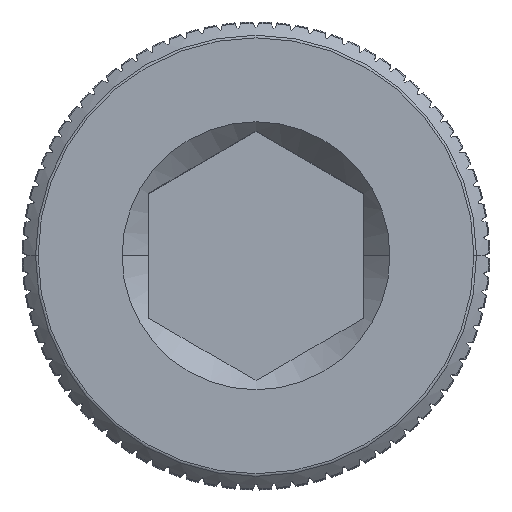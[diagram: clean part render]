
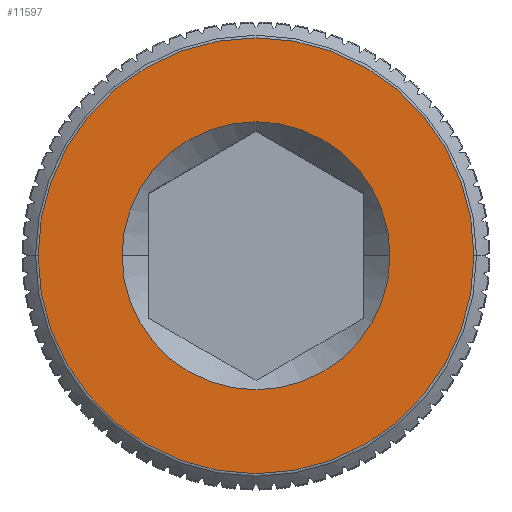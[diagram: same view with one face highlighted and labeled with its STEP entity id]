
A CAD part, top view. The second image highlights one B-rep face of the part: STEP entity #11597.
In plain terms, the highlighted planar face has unit normal (0, 0, 1).
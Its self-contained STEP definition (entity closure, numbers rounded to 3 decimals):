
#1096 = AXIS2_PLACEMENT_3D ( 'NONE', #1750, #24314, #12942 ) ;
#1750 = CARTESIAN_POINT ( 'NONE',  ( 0., 0., 24. ) ) ;
#1766 = CARTESIAN_POINT ( 'NONE',  ( -6.059, 0., 24. ) ) ;
#1939 = DIRECTION ( 'NONE',  ( 1., 0., 0. ) ) ;
#2526 = DIRECTION ( 'NONE',  ( 0., 0., -1. ) ) ;
#2677 = EDGE_CURVE ( 'NONE', #28260, #13848, #28728, .T. ) ;
#2730 = DIRECTION ( 'NONE',  ( -1., 0., 0. ) ) ;
#3380 = CARTESIAN_POINT ( 'NONE',  ( -3.724, 0., 24. ) ) ;
#3996 = FACE_BOUND ( 'NONE', #9612, .T. ) ;
#5173 = DIRECTION ( 'NONE',  ( 1., 0., 0. ) ) ;
#5254 = ORIENTED_EDGE ( 'NONE', *, *, #22101, .F. ) ;
#7418 = CARTESIAN_POINT ( 'NONE',  ( 0., 0., 24. ) ) ;
#7553 = AXIS2_PLACEMENT_3D ( 'NONE', #26720, #15137, #24529 ) ;
#7576 = FACE_OUTER_BOUND ( 'NONE', #13796, .T. ) ;
#8437 = DIRECTION ( 'NONE',  ( 0., 0., 1. ) ) ;
#9455 = CARTESIAN_POINT ( 'NONE',  ( 0., 0., 24. ) ) ;
#9511 = ORIENTED_EDGE ( 'NONE', *, *, #21047, .F. ) ;
#9612 = EDGE_LOOP ( 'NONE', ( #9511, #29590 ) ) ;
#9900 = ORIENTED_EDGE ( 'NONE', *, *, #2677, .F. ) ;
#10354 = PLANE ( 'NONE',  #18801 ) ;
#11597 = ADVANCED_FACE ( 'NONE', ( #3996, #7576 ), #10354, .T. ) ;
#11926 = VERTEX_POINT ( 'NONE', #24342 ) ;
#12942 = DIRECTION ( 'NONE',  ( 1., 0., 0. ) ) ;
#13645 = VERTEX_POINT ( 'NONE', #3380 ) ;
#13796 = EDGE_LOOP ( 'NONE', ( #9900, #5254 ) ) ;
#13848 = VERTEX_POINT ( 'NONE', #15638 ) ;
#14333 = AXIS2_PLACEMENT_3D ( 'NONE', #7418, #2526, #2730 ) ;
#15137 = DIRECTION ( 'NONE',  ( 0., 0., -1. ) ) ;
#15638 = CARTESIAN_POINT ( 'NONE',  ( 6.059, 0., 24. ) ) ;
#18801 = AXIS2_PLACEMENT_3D ( 'NONE', #22476, #8437, #1939 ) ;
#21047 = EDGE_CURVE ( 'NONE', #11926, #13645, #23494, .T. ) ;
#22101 = EDGE_CURVE ( 'NONE', #13848, #28260, #23860, .T. ) ;
#22476 = CARTESIAN_POINT ( 'NONE',  ( 0., 0., 24. ) ) ;
#23494 = CIRCLE ( 'NONE', #29352, 3.724 ) ;
#23744 = EDGE_CURVE ( 'NONE', #13645, #11926, #25188, .T. ) ;
#23860 = CIRCLE ( 'NONE', #7553, 6.059 ) ;
#24314 = DIRECTION ( 'NONE',  ( 0., 0., 1. ) ) ;
#24342 = CARTESIAN_POINT ( 'NONE',  ( 3.724, 0., 24. ) ) ;
#24529 = DIRECTION ( 'NONE',  ( -1., 0., 0. ) ) ;
#25188 = CIRCLE ( 'NONE', #1096, 3.724 ) ;
#26720 = CARTESIAN_POINT ( 'NONE',  ( 0., 0., 24. ) ) ;
#27740 = DIRECTION ( 'NONE',  ( 0., 0., 1. ) ) ;
#28260 = VERTEX_POINT ( 'NONE', #1766 ) ;
#28728 = CIRCLE ( 'NONE', #14333, 6.059 ) ;
#29352 = AXIS2_PLACEMENT_3D ( 'NONE', #9455, #27740, #5173 ) ;
#29590 = ORIENTED_EDGE ( 'NONE', *, *, #23744, .F. ) ;
